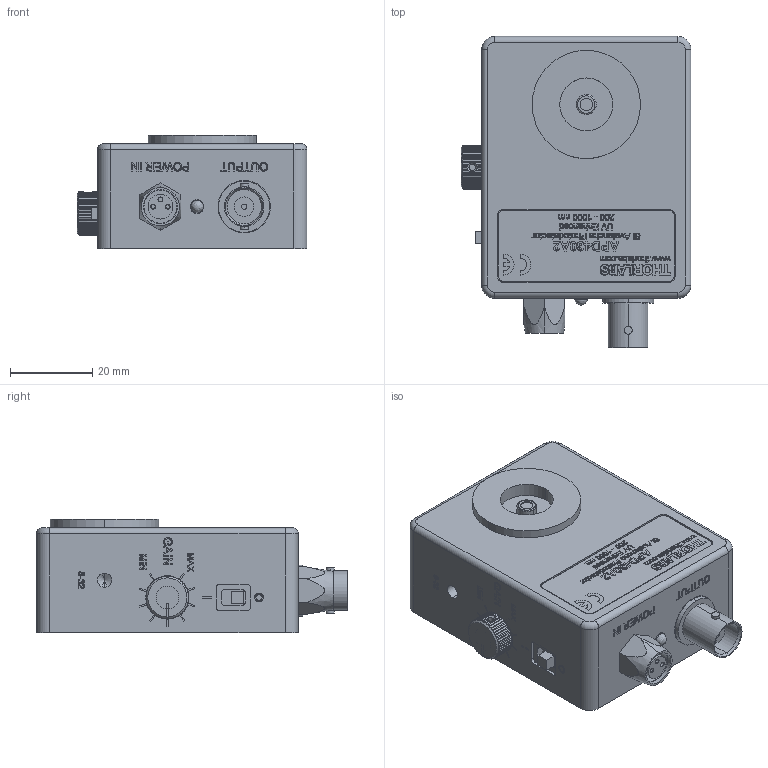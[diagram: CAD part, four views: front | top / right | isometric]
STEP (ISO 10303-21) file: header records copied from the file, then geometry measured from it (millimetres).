
FILE_DESCRIPTION (( 'STEP AP214' ), '1' );
FILE_NAME ('MTN004939.STEP', '2015-07-23T13:18:13', ( 'tempinstall' ), ( '' ), 'SwSTEP 2.0', 'SolidWorks 2014', '' );
FILE_SCHEMA (( 'AUTOMOTIVE_DESIGN' ));
Length unit declared in the file: millimetre
Products named in the file (1): MTN004939
Bounding box: 55.8 x 75.46 x 27.43 mm (x, y, z)
Surface area: 30191 mm2 (no closed solid volume)
Topology: 0 solids, 68 shells, 2555 faces, 6640 edges, 4360 vertices
Faces by surface type: plane 1306, bspline 711, cylinder 436, cone 89, sphere 7, torus 6
Entity records: 140073 total; most frequent: CARTESIAN_POINT 53287, ORIENTED_EDGE 13180, DIRECTION 9639, EDGE_CURVE 6590, VERTEX_POINT 4349, LINE 4167, VECTOR 4167, EDGE_LOOP 2805
